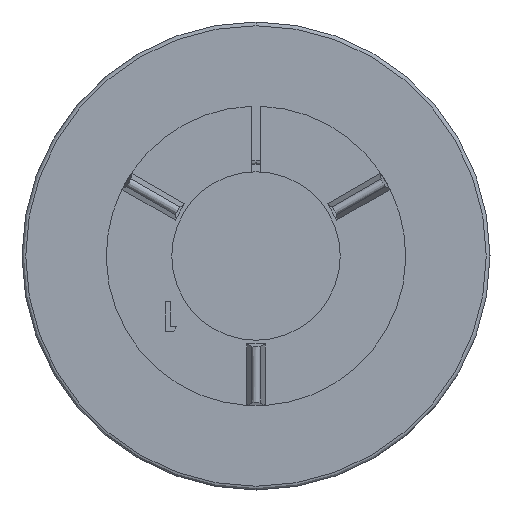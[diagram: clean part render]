
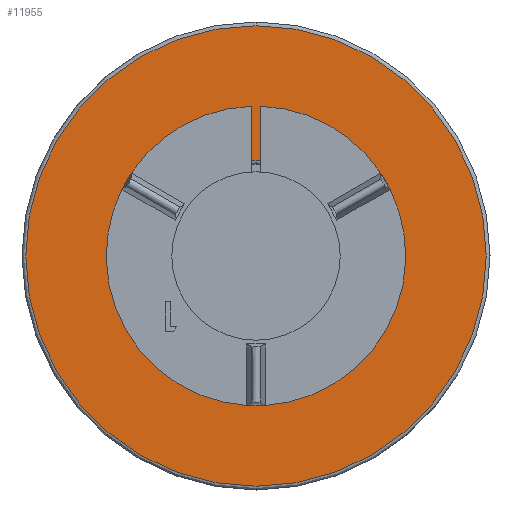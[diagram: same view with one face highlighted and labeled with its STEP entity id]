
A CAD part, front view. The second image highlights one B-rep face of the part: STEP entity #11955.
In plain terms, the highlighted planar face has unit normal (0, -1, 0).
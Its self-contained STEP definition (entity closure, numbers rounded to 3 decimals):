
#363 = ORIENTED_EDGE ( 'NONE', *, *, #1877, .T. ) ;
#423 = PLANE ( 'NONE',  #9682 ) ;
#715 = EDGE_CURVE ( 'NONE', #1340, #12327, #8809, .T. ) ;
#1340 = VERTEX_POINT ( 'NONE', #7914 ) ;
#1606 = VERTEX_POINT ( 'NONE', #6971 ) ;
#1877 = EDGE_CURVE ( 'NONE', #12327, #1340, #6219, .T. ) ;
#1961 = DIRECTION ( 'NONE',  ( 0., 0., 1. ) ) ;
#1963 = ORIENTED_EDGE ( 'NONE', *, *, #715, .T. ) ;
#2347 = EDGE_CURVE ( 'NONE', #1606, #6556, #9801, .T. ) ;
#2961 = DIRECTION ( 'NONE',  ( 0., 1., 0. ) ) ;
#3106 = CARTESIAN_POINT ( 'NONE',  ( 0., -36.9, 0. ) ) ;
#3406 = DIRECTION ( 'NONE',  ( 0., 0., 1. ) ) ;
#3414 = AXIS2_PLACEMENT_3D ( 'NONE', #15268, #15513, #4259 ) ;
#4259 = DIRECTION ( 'NONE',  ( 0., 0., 1. ) ) ;
#5071 = DIRECTION ( 'NONE',  ( 0., 0., 1. ) ) ;
#5171 = ORIENTED_EDGE ( 'NONE', *, *, #2347, .T. ) ;
#5323 = AXIS2_PLACEMENT_3D ( 'NONE', #3106, #5510, #1961 ) ;
#5487 = EDGE_CURVE ( 'NONE', #6556, #1606, #10212, .T. ) ;
#5510 = DIRECTION ( 'NONE',  ( 0., 1., 0. ) ) ;
#5764 = EDGE_LOOP ( 'NONE', ( #363, #1963 ) ) ;
#6128 = DIRECTION ( 'NONE',  ( 0., -1., 0. ) ) ;
#6219 = CIRCLE ( 'NONE', #10591, 12.3 ) ;
#6556 = VERTEX_POINT ( 'NONE', #12612 ) ;
#6971 = CARTESIAN_POINT ( 'NONE',  ( 0., -36.9, 5.1 ) ) ;
#7178 = CARTESIAN_POINT ( 'NONE',  ( 0., -36.9, 0. ) ) ;
#7914 = CARTESIAN_POINT ( 'NONE',  ( 0., -36.9, -12.3 ) ) ;
#8809 = CIRCLE ( 'NONE', #3414, 12.3 ) ;
#9194 = ORIENTED_EDGE ( 'NONE', *, *, #5487, .T. ) ;
#9281 = CARTESIAN_POINT ( 'NONE',  ( 4.9, -36.9, 0. ) ) ;
#9682 = AXIS2_PLACEMENT_3D ( 'NONE', #9281, #11943, #15313 ) ;
#9801 = CIRCLE ( 'NONE', #10322, 5.1 ) ;
#10212 = CIRCLE ( 'NONE', #5323, 5.1 ) ;
#10322 = AXIS2_PLACEMENT_3D ( 'NONE', #12775, #2961, #5071 ) ;
#10591 = AXIS2_PLACEMENT_3D ( 'NONE', #7178, #6128, #3406 ) ;
#11478 = EDGE_LOOP ( 'NONE', ( #5171, #9194 ) ) ;
#11943 = DIRECTION ( 'NONE',  ( 0., 1., 0. ) ) ;
#11955 = ADVANCED_FACE ( 'NONE', ( #12683, #15156 ), #423, .F. ) ;
#12327 = VERTEX_POINT ( 'NONE', #15708 ) ;
#12612 = CARTESIAN_POINT ( 'NONE',  ( 0., -36.9, -5.1 ) ) ;
#12683 = FACE_BOUND ( 'NONE', #11478, .T. ) ;
#12775 = CARTESIAN_POINT ( 'NONE',  ( 0., -36.9, 0. ) ) ;
#15156 = FACE_OUTER_BOUND ( 'NONE', #5764, .T. ) ;
#15268 = CARTESIAN_POINT ( 'NONE',  ( 0., -36.9, 0. ) ) ;
#15313 = DIRECTION ( 'NONE',  ( 0., 0., 1. ) ) ;
#15513 = DIRECTION ( 'NONE',  ( 0., -1., 0. ) ) ;
#15708 = CARTESIAN_POINT ( 'NONE',  ( 0., -36.9, 12.3 ) ) ;
